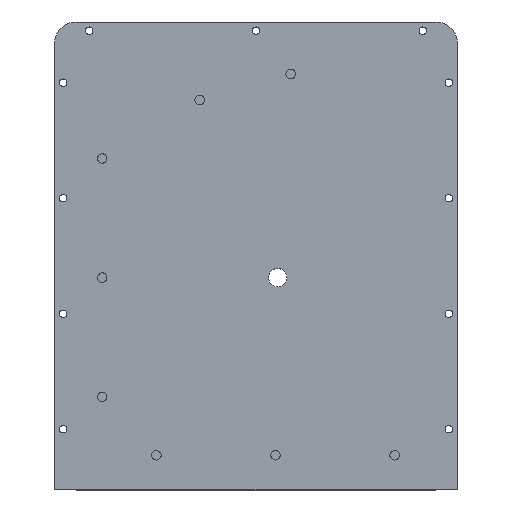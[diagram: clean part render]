
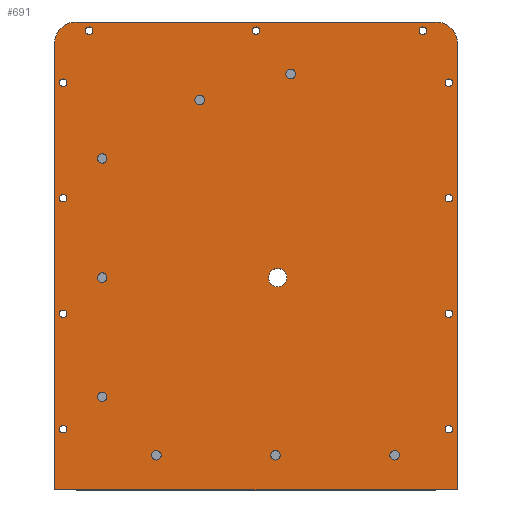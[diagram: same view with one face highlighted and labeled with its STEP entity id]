
A CAD part, top view. The second image highlights one B-rep face of the part: STEP entity #691.
In plain terms, the highlighted planar face has unit normal (0, 0, 1).
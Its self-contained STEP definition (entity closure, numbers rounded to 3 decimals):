
#22 = VERTEX_POINT('',#23);
#23 = CARTESIAN_POINT('',(93.,98.,0.));
#40 = VERTEX_POINT('',#41);
#41 = CARTESIAN_POINT('',(93.,-108.,0.));
#47 = EDGE_CURVE('',#22,#40,#48,.T.);
#48 = LINE('',#49,#50);
#49 = CARTESIAN_POINT('',(93.,98.,0.));
#50 = VECTOR('',#51,1.);
#51 = DIRECTION('',(0.,-1.,0.));
#72 = VERTEX_POINT('',#73);
#73 = CARTESIAN_POINT('',(83.,108.,0.));
#79 = EDGE_CURVE('',#22,#72,#80,.T.);
#80 = CIRCLE('',#81,10.);
#81 = AXIS2_PLACEMENT_3D('',#82,#83,#84);
#82 = CARTESIAN_POINT('',(83.,98.,0.));
#83 = DIRECTION('',(0.,0.,1.));
#84 = DIRECTION('',(1.,0.,0.));
#691 = ADVANCED_FACE('',(#692,#727,#738,#749,#760,#771,#782,#793,#804,
    #815,#826,#837,#848,#859,#870,#881,#892,#903,#914,#925,#936),#947,
  .T.);
#692 = FACE_BOUND('',#693,.T.);
#693 = EDGE_LOOP('',(#694,#695,#696,#704,#713,#721));
#694 = ORIENTED_EDGE('',*,*,#47,.F.);
#695 = ORIENTED_EDGE('',*,*,#79,.T.);
#696 = ORIENTED_EDGE('',*,*,#697,.F.);
#697 = EDGE_CURVE('',#698,#72,#700,.T.);
#698 = VERTEX_POINT('',#699);
#699 = CARTESIAN_POINT('',(-83.,108.,0.));
#700 = LINE('',#701,#702);
#701 = CARTESIAN_POINT('',(-83.,108.,0.));
#702 = VECTOR('',#703,1.);
#703 = DIRECTION('',(1.,0.,0.));
#704 = ORIENTED_EDGE('',*,*,#705,.T.);
#705 = EDGE_CURVE('',#698,#706,#708,.T.);
#706 = VERTEX_POINT('',#707);
#707 = CARTESIAN_POINT('',(-93.,98.,0.));
#708 = CIRCLE('',#709,10.);
#709 = AXIS2_PLACEMENT_3D('',#710,#711,#712);
#710 = CARTESIAN_POINT('',(-83.,98.,0.));
#711 = DIRECTION('',(0.,0.,1.));
#712 = DIRECTION('',(1.,0.,0.));
#713 = ORIENTED_EDGE('',*,*,#714,.F.);
#714 = EDGE_CURVE('',#715,#706,#717,.T.);
#715 = VERTEX_POINT('',#716);
#716 = CARTESIAN_POINT('',(-93.,-108.,0.));
#717 = LINE('',#718,#719);
#718 = CARTESIAN_POINT('',(-93.,-108.,0.));
#719 = VECTOR('',#720,1.);
#720 = DIRECTION('',(0.,1.,0.));
#721 = ORIENTED_EDGE('',*,*,#722,.F.);
#722 = EDGE_CURVE('',#40,#715,#723,.T.);
#723 = LINE('',#724,#725);
#724 = CARTESIAN_POINT('',(93.,-108.,0.));
#725 = VECTOR('',#726,1.);
#726 = DIRECTION('',(-1.,0.,0.));
#727 = FACE_BOUND('',#728,.T.);
#728 = EDGE_LOOP('',(#729));
#729 = ORIENTED_EDGE('',*,*,#730,.F.);
#730 = EDGE_CURVE('',#731,#731,#733,.T.);
#731 = VERTEX_POINT('',#732);
#732 = CARTESIAN_POINT('',(-90.7,-80.,0.));
#733 = CIRCLE('',#734,1.7);
#734 = AXIS2_PLACEMENT_3D('',#735,#736,#737);
#735 = CARTESIAN_POINT('',(-89.,-80.,0.));
#736 = DIRECTION('',(0.,0.,1.));
#737 = DIRECTION('',(-1.,0.,0.));
#738 = FACE_BOUND('',#739,.T.);
#739 = EDGE_LOOP('',(#740));
#740 = ORIENTED_EDGE('',*,*,#741,.F.);
#741 = EDGE_CURVE('',#742,#742,#744,.T.);
#742 = VERTEX_POINT('',#743);
#743 = CARTESIAN_POINT('',(-43.8,-92.,0.));
#744 = CIRCLE('',#745,2.2);
#745 = AXIS2_PLACEMENT_3D('',#746,#747,#748);
#746 = CARTESIAN_POINT('',(-46.,-92.,0.));
#747 = DIRECTION('',(0.,0.,1.));
#748 = DIRECTION('',(1.,0.,0.));
#749 = FACE_BOUND('',#750,.T.);
#750 = EDGE_LOOP('',(#751));
#751 = ORIENTED_EDGE('',*,*,#752,.F.);
#752 = EDGE_CURVE('',#753,#753,#755,.T.);
#753 = VERTEX_POINT('',#754);
#754 = CARTESIAN_POINT('',(-68.8,-65.,0.));
#755 = CIRCLE('',#756,2.2);
#756 = AXIS2_PLACEMENT_3D('',#757,#758,#759);
#757 = CARTESIAN_POINT('',(-71.,-65.,0.));
#758 = DIRECTION('',(0.,0.,1.));
#759 = DIRECTION('',(1.,0.,0.));
#760 = FACE_BOUND('',#761,.T.);
#761 = EDGE_LOOP('',(#762));
#762 = ORIENTED_EDGE('',*,*,#763,.F.);
#763 = EDGE_CURVE('',#764,#764,#766,.T.);
#764 = VERTEX_POINT('',#765);
#765 = CARTESIAN_POINT('',(-90.7,-26.667,0.));
#766 = CIRCLE('',#767,1.7);
#767 = AXIS2_PLACEMENT_3D('',#768,#769,#770);
#768 = CARTESIAN_POINT('',(-89.,-26.667,0.));
#769 = DIRECTION('',(0.,0.,1.));
#770 = DIRECTION('',(-1.,0.,0.));
#771 = FACE_BOUND('',#772,.T.);
#772 = EDGE_LOOP('',(#773));
#773 = ORIENTED_EDGE('',*,*,#774,.F.);
#774 = EDGE_CURVE('',#775,#775,#777,.T.);
#775 = VERTEX_POINT('',#776);
#776 = CARTESIAN_POINT('',(-68.8,-10.,0.));
#777 = CIRCLE('',#778,2.2);
#778 = AXIS2_PLACEMENT_3D('',#779,#780,#781);
#779 = CARTESIAN_POINT('',(-71.,-10.,0.));
#780 = DIRECTION('',(0.,0.,1.));
#781 = DIRECTION('',(1.,0.,0.));
#782 = FACE_BOUND('',#783,.T.);
#783 = EDGE_LOOP('',(#784));
#784 = ORIENTED_EDGE('',*,*,#785,.F.);
#785 = EDGE_CURVE('',#786,#786,#788,.T.);
#786 = VERTEX_POINT('',#787);
#787 = CARTESIAN_POINT('',(11.2,-92.,0.));
#788 = CIRCLE('',#789,2.2);
#789 = AXIS2_PLACEMENT_3D('',#790,#791,#792);
#790 = CARTESIAN_POINT('',(9.,-92.,0.));
#791 = DIRECTION('',(0.,0.,1.));
#792 = DIRECTION('',(1.,0.,0.));
#793 = FACE_BOUND('',#794,.T.);
#794 = EDGE_LOOP('',(#795));
#795 = ORIENTED_EDGE('',*,*,#796,.F.);
#796 = EDGE_CURVE('',#797,#797,#799,.T.);
#797 = VERTEX_POINT('',#798);
#798 = CARTESIAN_POINT('',(66.2,-92.,0.));
#799 = CIRCLE('',#800,2.2);
#800 = AXIS2_PLACEMENT_3D('',#801,#802,#803);
#801 = CARTESIAN_POINT('',(64.,-92.,0.));
#802 = DIRECTION('',(0.,0.,1.));
#803 = DIRECTION('',(1.,0.,0.));
#804 = FACE_BOUND('',#805,.T.);
#805 = EDGE_LOOP('',(#806));
#806 = ORIENTED_EDGE('',*,*,#807,.F.);
#807 = EDGE_CURVE('',#808,#808,#810,.T.);
#808 = VERTEX_POINT('',#809);
#809 = CARTESIAN_POINT('',(90.7,-80.,0.));
#810 = CIRCLE('',#811,1.7);
#811 = AXIS2_PLACEMENT_3D('',#812,#813,#814);
#812 = CARTESIAN_POINT('',(89.,-80.,0.));
#813 = DIRECTION('',(0.,0.,1.));
#814 = DIRECTION('',(1.,0.,0.));
#815 = FACE_BOUND('',#816,.T.);
#816 = EDGE_LOOP('',(#817));
#817 = ORIENTED_EDGE('',*,*,#818,.F.);
#818 = EDGE_CURVE('',#819,#819,#821,.T.);
#819 = VERTEX_POINT('',#820);
#820 = CARTESIAN_POINT('',(5.75,-10.,0.));
#821 = CIRCLE('',#822,4.25);
#822 = AXIS2_PLACEMENT_3D('',#823,#824,#825);
#823 = CARTESIAN_POINT('',(10.,-10.,0.));
#824 = DIRECTION('',(0.,0.,1.));
#825 = DIRECTION('',(-1.,0.,0.));
#826 = FACE_BOUND('',#827,.T.);
#827 = EDGE_LOOP('',(#828));
#828 = ORIENTED_EDGE('',*,*,#829,.F.);
#829 = EDGE_CURVE('',#830,#830,#832,.T.);
#830 = VERTEX_POINT('',#831);
#831 = CARTESIAN_POINT('',(90.7,-26.667,0.));
#832 = CIRCLE('',#833,1.7);
#833 = AXIS2_PLACEMENT_3D('',#834,#835,#836);
#834 = CARTESIAN_POINT('',(89.,-26.667,0.));
#835 = DIRECTION('',(0.,0.,1.));
#836 = DIRECTION('',(1.,0.,0.));
#837 = FACE_BOUND('',#838,.T.);
#838 = EDGE_LOOP('',(#839));
#839 = ORIENTED_EDGE('',*,*,#840,.F.);
#840 = EDGE_CURVE('',#841,#841,#843,.T.);
#841 = VERTEX_POINT('',#842);
#842 = CARTESIAN_POINT('',(-90.7,26.667,0.));
#843 = CIRCLE('',#844,1.7);
#844 = AXIS2_PLACEMENT_3D('',#845,#846,#847);
#845 = CARTESIAN_POINT('',(-89.,26.667,0.));
#846 = DIRECTION('',(0.,0.,1.));
#847 = DIRECTION('',(-1.,0.,0.));
#848 = FACE_BOUND('',#849,.T.);
#849 = EDGE_LOOP('',(#850));
#850 = ORIENTED_EDGE('',*,*,#851,.F.);
#851 = EDGE_CURVE('',#852,#852,#854,.T.);
#852 = VERTEX_POINT('',#853);
#853 = CARTESIAN_POINT('',(-68.8,45.,0.));
#854 = CIRCLE('',#855,2.2);
#855 = AXIS2_PLACEMENT_3D('',#856,#857,#858);
#856 = CARTESIAN_POINT('',(-71.,45.,0.));
#857 = DIRECTION('',(0.,0.,1.));
#858 = DIRECTION('',(1.,0.,0.));
#859 = FACE_BOUND('',#860,.T.);
#860 = EDGE_LOOP('',(#861));
#861 = ORIENTED_EDGE('',*,*,#862,.F.);
#862 = EDGE_CURVE('',#863,#863,#865,.T.);
#863 = VERTEX_POINT('',#864);
#864 = CARTESIAN_POINT('',(-90.7,80.,0.));
#865 = CIRCLE('',#866,1.7);
#866 = AXIS2_PLACEMENT_3D('',#867,#868,#869);
#867 = CARTESIAN_POINT('',(-89.,80.,0.));
#868 = DIRECTION('',(0.,0.,1.));
#869 = DIRECTION('',(-1.,0.,0.));
#870 = FACE_BOUND('',#871,.T.);
#871 = EDGE_LOOP('',(#872));
#872 = ORIENTED_EDGE('',*,*,#873,.F.);
#873 = EDGE_CURVE('',#874,#874,#876,.T.);
#874 = VERTEX_POINT('',#875);
#875 = CARTESIAN_POINT('',(-78.7,104.,0.));
#876 = CIRCLE('',#877,1.7);
#877 = AXIS2_PLACEMENT_3D('',#878,#879,#880);
#878 = CARTESIAN_POINT('',(-77.,104.,0.));
#879 = DIRECTION('',(0.,0.,1.));
#880 = DIRECTION('',(-1.,0.,0.));
#881 = FACE_BOUND('',#882,.T.);
#882 = EDGE_LOOP('',(#883));
#883 = ORIENTED_EDGE('',*,*,#884,.F.);
#884 = EDGE_CURVE('',#885,#885,#887,.T.);
#885 = VERTEX_POINT('',#886);
#886 = CARTESIAN_POINT('',(-23.8,72.,0.));
#887 = CIRCLE('',#888,2.2);
#888 = AXIS2_PLACEMENT_3D('',#889,#890,#891);
#889 = CARTESIAN_POINT('',(-26.,72.,0.));
#890 = DIRECTION('',(0.,0.,1.));
#891 = DIRECTION('',(1.,0.,0.));
#892 = FACE_BOUND('',#893,.T.);
#893 = EDGE_LOOP('',(#894));
#894 = ORIENTED_EDGE('',*,*,#895,.F.);
#895 = EDGE_CURVE('',#896,#896,#898,.T.);
#896 = VERTEX_POINT('',#897);
#897 = CARTESIAN_POINT('',(90.7,26.667,0.));
#898 = CIRCLE('',#899,1.7);
#899 = AXIS2_PLACEMENT_3D('',#900,#901,#902);
#900 = CARTESIAN_POINT('',(89.,26.667,0.));
#901 = DIRECTION('',(0.,0.,1.));
#902 = DIRECTION('',(1.,0.,0.));
#903 = FACE_BOUND('',#904,.T.);
#904 = EDGE_LOOP('',(#905));
#905 = ORIENTED_EDGE('',*,*,#906,.F.);
#906 = EDGE_CURVE('',#907,#907,#909,.T.);
#907 = VERTEX_POINT('',#908);
#908 = CARTESIAN_POINT('',(18.2,84.,0.));
#909 = CIRCLE('',#910,2.2);
#910 = AXIS2_PLACEMENT_3D('',#911,#912,#913);
#911 = CARTESIAN_POINT('',(16.,84.,0.));
#912 = DIRECTION('',(0.,0.,1.));
#913 = DIRECTION('',(1.,0.,0.));
#914 = FACE_BOUND('',#915,.T.);
#915 = EDGE_LOOP('',(#916));
#916 = ORIENTED_EDGE('',*,*,#917,.F.);
#917 = EDGE_CURVE('',#918,#918,#920,.T.);
#918 = VERTEX_POINT('',#919);
#919 = CARTESIAN_POINT('',(-1.7,104.,0.));
#920 = CIRCLE('',#921,1.7);
#921 = AXIS2_PLACEMENT_3D('',#922,#923,#924);
#922 = CARTESIAN_POINT('',(0.,104.,0.));
#923 = DIRECTION('',(0.,0.,1.));
#924 = DIRECTION('',(-1.,0.,0.));
#925 = FACE_BOUND('',#926,.T.);
#926 = EDGE_LOOP('',(#927));
#927 = ORIENTED_EDGE('',*,*,#928,.F.);
#928 = EDGE_CURVE('',#929,#929,#931,.T.);
#929 = VERTEX_POINT('',#930);
#930 = CARTESIAN_POINT('',(90.7,80.,0.));
#931 = CIRCLE('',#932,1.7);
#932 = AXIS2_PLACEMENT_3D('',#933,#934,#935);
#933 = CARTESIAN_POINT('',(89.,80.,0.));
#934 = DIRECTION('',(0.,0.,1.));
#935 = DIRECTION('',(1.,0.,0.));
#936 = FACE_BOUND('',#937,.T.);
#937 = EDGE_LOOP('',(#938));
#938 = ORIENTED_EDGE('',*,*,#939,.F.);
#939 = EDGE_CURVE('',#940,#940,#942,.T.);
#940 = VERTEX_POINT('',#941);
#941 = CARTESIAN_POINT('',(75.3,104.,0.));
#942 = CIRCLE('',#943,1.7);
#943 = AXIS2_PLACEMENT_3D('',#944,#945,#946);
#944 = CARTESIAN_POINT('',(77.,104.,0.));
#945 = DIRECTION('',(0.,0.,1.));
#946 = DIRECTION('',(-1.,0.,0.));
#947 = PLANE('',#948);
#948 = AXIS2_PLACEMENT_3D('',#949,#950,#951);
#949 = CARTESIAN_POINT('',(0.,-1.237,0.));
#950 = DIRECTION('',(0.,0.,1.));
#951 = DIRECTION('',(1.,0.,0.));
